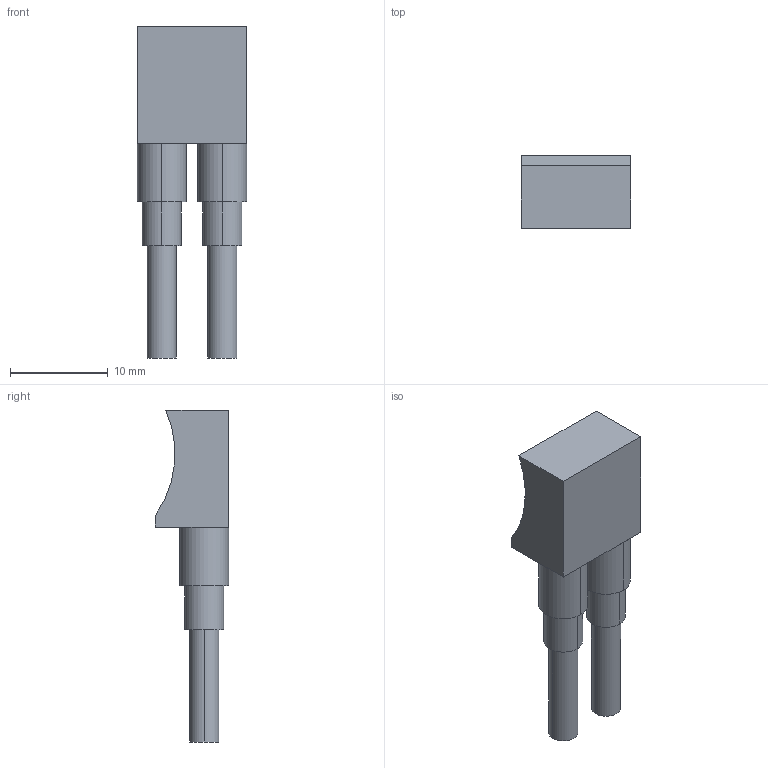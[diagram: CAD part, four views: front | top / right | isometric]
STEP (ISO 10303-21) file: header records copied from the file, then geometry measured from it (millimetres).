
FILE_DESCRIPTION(('Creo Elements/Direct Modeling STEP Export'),'2;1');
FILE_NAME('model.stp','2021-03-27T 0:35:21',(''),(''),'Creo Elements/Direct Modeling STEP processor for AP214 (Solid Model)','Creo Elements/Direct Modeling 20.1D 10-Oct-2020 (C) Parametric Technology GmbH','');
FILE_SCHEMA(('AUTOMOTIVE_DESIGN { 1 0 10303 214 1 1 1 1 }'));
Length unit declared in the file: millimetre
Products named in the file (2): KSS-6-select
Assembly tree (1 placements, depth 2):
  KSS-6-select
    KSS-6-select
Bounding box: 11.2 x 7.5 x 34 mm (x, y, z)
Volume: 1338.1 mm3; surface area: 1097 mm2
Topology: 1 solids, 1 shells, 27 faces, 57 edges, 36 vertices
Faces by surface type: plane 14, cylinder 13
Entity records: 896 total; most frequent: ORIENTED_EDGE 114, DIRECTION 107, CARTESIAN_POINT 102, EDGE_CURVE 57, AXIS2_PLACEMENT_3D 41, VERTEX_POINT 36, EDGE_LOOP 31, COLOUR_RGB 28
